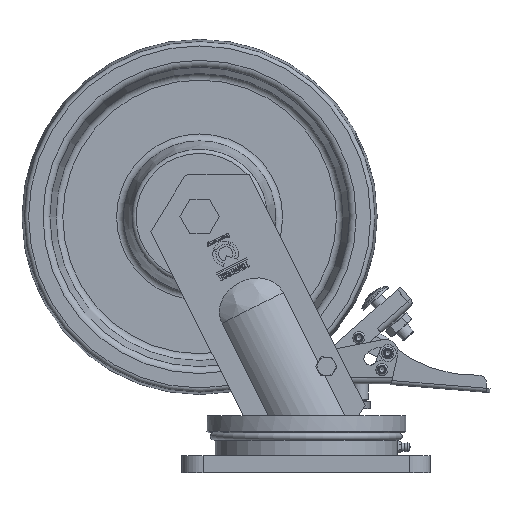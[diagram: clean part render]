
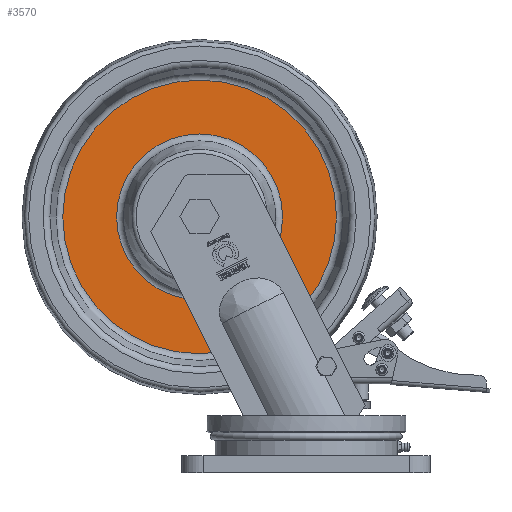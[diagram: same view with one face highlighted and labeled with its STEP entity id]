
A CAD part, left-side view. The second image highlights one B-rep face of the part: STEP entity #3570.
In plain terms, the highlighted planar face has unit normal (-1, 0, 0).
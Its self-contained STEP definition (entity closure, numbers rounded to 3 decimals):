
#1992=FACE_BOUND('',#6172,.T.);
#2598=CIRCLE('',#18128,58.404);
#2599=CIRCLE('',#18129,96.288);
#3570=ADVANCED_FACE('',(#1992,#4975),#4133,.T.);
#4133=PLANE('',#18130);
#4975=FACE_OUTER_BOUND('',#6173,.T.);
#6172=EDGE_LOOP('',(#10740));
#6173=EDGE_LOOP('',(#10741));
#10740=ORIENTED_EDGE('',*,*,#14834,.F.);
#10741=ORIENTED_EDGE('',*,*,#14835,.F.);
#12523=VERTEX_POINT('',#33062);
#12524=VERTEX_POINT('',#33064);
#14834=EDGE_CURVE('',#12523,#12523,#2598,.T.);
#14835=EDGE_CURVE('',#12524,#12524,#2599,.T.);
#18128=AXIS2_PLACEMENT_3D('',#33061,#21582,#21583);
#18129=AXIS2_PLACEMENT_3D('',#33063,#21584,#21585);
#18130=AXIS2_PLACEMENT_3D('',#33065,#21586,#21587);
#21582=DIRECTION('',(-1.,0.,0.));
#21583=DIRECTION('',(0.,0.,-1.));
#21584=DIRECTION('',(1.,0.,0.));
#21585=DIRECTION('',(0.,0.,-1.));
#21586=DIRECTION('',(-1.,0.,0.));
#21587=DIRECTION('',(0.,0.,-1.));
#33061=CARTESIAN_POINT('',(-7.5,0.,0.));
#33062=CARTESIAN_POINT('',(-7.5,0.,-58.404));
#33063=CARTESIAN_POINT('',(-7.5,0.,0.));
#33064=CARTESIAN_POINT('',(-7.5,0.,-96.288));
#33065=CARTESIAN_POINT('',(-7.5,100.,0.));
